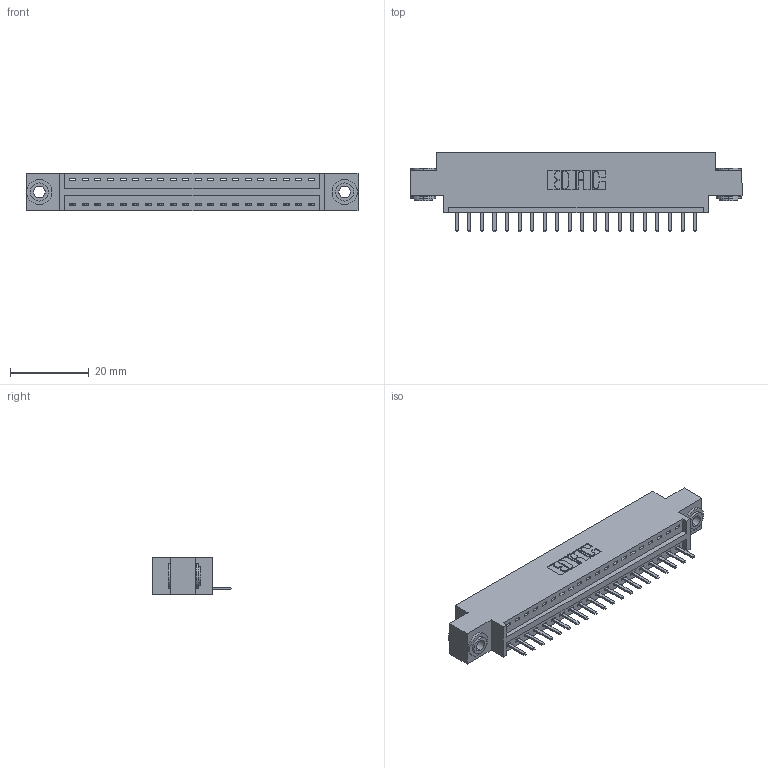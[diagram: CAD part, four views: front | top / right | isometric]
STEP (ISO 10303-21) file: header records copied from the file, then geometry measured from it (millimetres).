
FILE_DESCRIPTION (( 'STEP AP203' ), '1' );
FILE_NAME ('346-020-520-603.STEP', '2022-05-05T16:15:40', ( '' ), ( '' ), 'SwSTEP 2.0', 'SolidWorks 2020', '' );
FILE_SCHEMA (( 'CONFIG_CONTROL_DESIGN' ));
Length unit declared in the file: inch
Products named in the file (4): 346 Part_0.170 Offset - 0.156 Dia-TH; 345-292-001_345-293-120; 345-250-002_345-250-002-102; 346-020-520-603
Assembly tree (23 placements, depth 2):
  346-020-520-603
    346 Part_0.170 Offset - 0.156 Dia-TH
    345-292-001_345-293-120  x20
    345-250-002_345-250-002-102  x2
Bounding box: 84.07 x 20.02 x 9.4 mm (x, y, z)
Volume: 7685.3 mm3; surface area: 9588 mm2
Topology: 23 solids, 23 shells, 1418 faces, 4133 edges, 2698 vertices
Faces by surface type: plane 944, cylinder 466, cone 8
Entity records: 16686 total; most frequent: CARTESIAN_POINT 2861, ORIENTED_EDGE 2794, DIRECTION 2567, EDGE_CURVE 1397, LINE 1157, VECTOR 1157, VERTEX_POINT 926, AXIS2_PLACEMENT_3D 705
